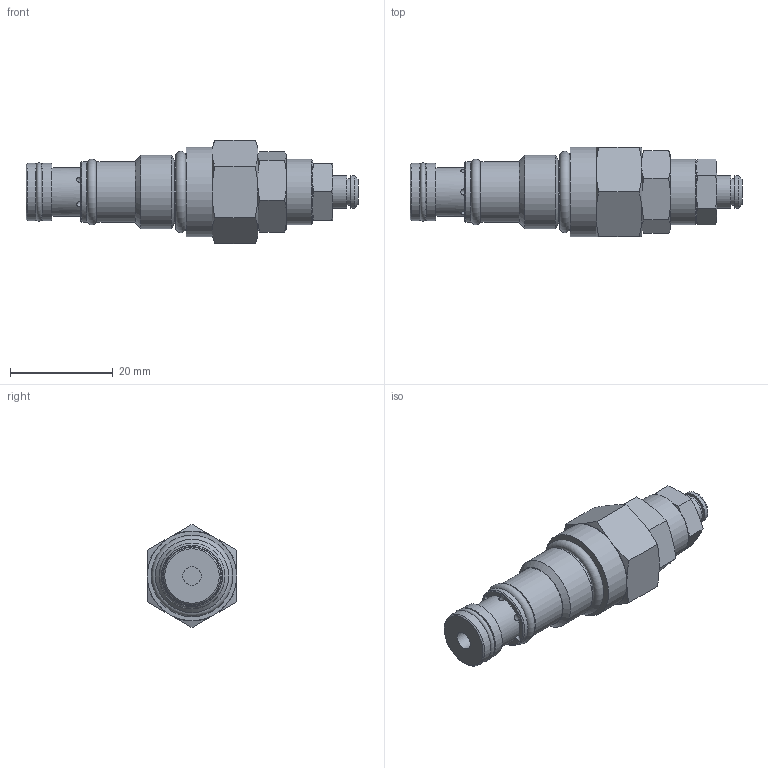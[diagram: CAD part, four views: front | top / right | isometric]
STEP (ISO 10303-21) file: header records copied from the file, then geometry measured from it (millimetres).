
FILE_DESCRIPTION((''),'2;1');
FILE_NAME('5006.stp','2015-01-08T09:26:29',('jml'),(''),'Autodesk Inventor 2010','Autodesk Inventor 2010','');
FILE_SCHEMA(('AUTOMOTIVE_DESIGN { 1 0 10303 214 1 1 1 1 }'));
Length unit declared in the file: inch
Products named in the file (9): 5006; 221709; 221609; 221610; 990334; 9mm O-RING; 904 O-RING; 906 O-RING; 012 O-RING
Assembly tree (8 placements, depth 2):
  5006
    221709
    221609
    221610
    990334
    9mm O-RING
    904 O-RING
    906 O-RING
    012 O-RING
Bounding box: 64.75 x 17.45 x 20.15 mm (x, y, z)
Volume: 8795 mm3; surface area: 6931.7 mm2
Topology: 9 solids, 9 shells, 259 faces, 642 edges, 415 vertices
Faces by surface type: plane 149, cone 53, cylinder 51, torus 6
Full cylindrical faces by diameter (mm): 0.696 x1, 0.965 x1, 1.219 x6, 3.175 x1, 3.581 x1, 4.369 x1, 4.572 x1, 5.207 x2, 6.35 x3, 6.68 x2, 6.737 x1, 6.756 x1, 8.128 x1, 8.255 x1, 9.296 x1, 9.525 x1, 9.556 x2, 9.728 x1, 11.1 x1, 11.151 x2, 11.887 x2, 12.294 x1, 12.7 x1, 14.275 x1, 17.399 x1
Entity records: 7872 total; most frequent: CARTESIAN_POINT 1650, DIRECTION 1223, ORIENTED_EDGE 1146, EDGE_CURVE 573, AXIS2_PLACEMENT_3D 471, VERTEX_POINT 402, EDGE_LOOP 355, VECTOR 281
